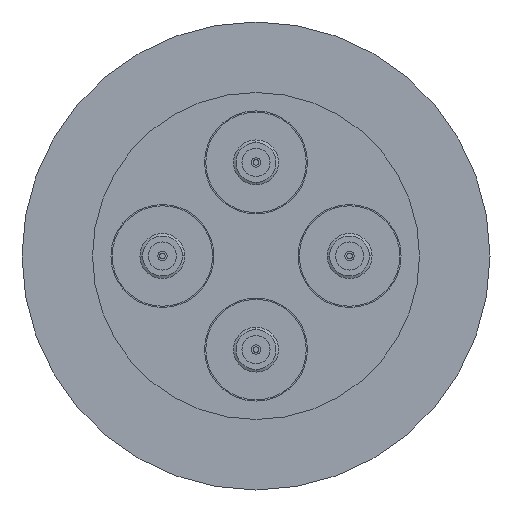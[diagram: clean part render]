
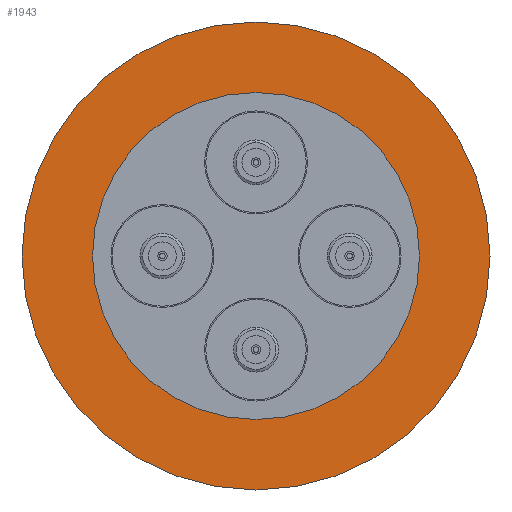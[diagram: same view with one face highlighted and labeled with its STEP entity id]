
A CAD part, left-side view. The second image highlights one B-rep face of the part: STEP entity #1943.
In plain terms, the highlighted planar face has unit normal (-1, 0, 0).
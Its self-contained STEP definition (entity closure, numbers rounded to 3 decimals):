
#13 = DIRECTION ( 'NONE',  ( 0., 0., 1. ) ) ;
#28 = DIRECTION ( 'NONE',  ( 0., 0., 1. ) ) ;
#47 = CIRCLE ( 'NONE', #1322, 26.2 ) ;
#51 = CARTESIAN_POINT ( 'NONE',  ( 0., 0., 26.2 ) ) ;
#79 = VERTEX_POINT ( 'NONE', #655 ) ;
#117 = AXIS2_PLACEMENT_3D ( 'NONE', #925, #2057, #1098 ) ;
#142 = CARTESIAN_POINT ( 'NONE',  ( 0., 0., 0. ) ) ;
#218 = CIRCLE ( 'NONE', #1243, 26.2 ) ;
#263 = FACE_BOUND ( 'NONE', #1258, .T. ) ;
#312 = ORIENTED_EDGE ( 'NONE', *, *, #327, .F. ) ;
#327 = EDGE_CURVE ( 'NONE', #1225, #1365, #47, .T. ) ;
#439 = CIRCLE ( 'NONE', #455, 37.5 ) ;
#452 = CARTESIAN_POINT ( 'NONE',  ( 0., 0., -26.2 ) ) ;
#455 = AXIS2_PLACEMENT_3D ( 'NONE', #1933, #976, #28 ) ;
#474 = EDGE_CURVE ( 'NONE', #1365, #1225, #218, .T. ) ;
#514 = CARTESIAN_POINT ( 'NONE',  ( 0., 0., 37.5 ) ) ;
#536 = DIRECTION ( 'NONE',  ( 1., 0., 0. ) ) ;
#574 = ORIENTED_EDGE ( 'NONE', *, *, #1540, .T. ) ;
#594 = AXIS2_PLACEMENT_3D ( 'NONE', #1495, #536, #1663 ) ;
#655 = CARTESIAN_POINT ( 'NONE',  ( 0., 0., -37.5 ) ) ;
#868 = EDGE_LOOP ( 'NONE', ( #574, #1736 ) ) ;
#925 = CARTESIAN_POINT ( 'NONE',  ( 0., 0., 0. ) ) ;
#955 = DIRECTION ( 'NONE',  ( -1., 0., 0. ) ) ;
#976 = DIRECTION ( 'NONE',  ( -1., 0., 0. ) ) ;
#1052 = EDGE_CURVE ( 'NONE', #79, #1789, #1709, .T. ) ;
#1098 = DIRECTION ( 'NONE',  ( 0., 0., 1. ) ) ;
#1102 = FACE_OUTER_BOUND ( 'NONE', #868, .T. ) ;
#1182 = PLANE ( 'NONE',  #594 ) ;
#1225 = VERTEX_POINT ( 'NONE', #452 ) ;
#1243 = AXIS2_PLACEMENT_3D ( 'NONE', #142, #1266, #1860 ) ;
#1258 = EDGE_LOOP ( 'NONE', ( #1509, #312 ) ) ;
#1266 = DIRECTION ( 'NONE',  ( -1., 0., 0. ) ) ;
#1322 = AXIS2_PLACEMENT_3D ( 'NONE', #1918, #955, #13 ) ;
#1365 = VERTEX_POINT ( 'NONE', #51 ) ;
#1495 = CARTESIAN_POINT ( 'NONE',  ( 0., 0., -37.5 ) ) ;
#1509 = ORIENTED_EDGE ( 'NONE', *, *, #474, .F. ) ;
#1540 = EDGE_CURVE ( 'NONE', #1789, #79, #439, .T. ) ;
#1663 = DIRECTION ( 'NONE',  ( 0., 0., -1. ) ) ;
#1709 = CIRCLE ( 'NONE', #117, 37.5 ) ;
#1736 = ORIENTED_EDGE ( 'NONE', *, *, #1052, .T. ) ;
#1789 = VERTEX_POINT ( 'NONE', #514 ) ;
#1860 = DIRECTION ( 'NONE',  ( 0., 0., 1. ) ) ;
#1918 = CARTESIAN_POINT ( 'NONE',  ( 0., 0., 0. ) ) ;
#1933 = CARTESIAN_POINT ( 'NONE',  ( 0., 0., 0. ) ) ;
#1943 = ADVANCED_FACE ( 'NONE', ( #263, #1102 ), #1182, .F. ) ;
#2057 = DIRECTION ( 'NONE',  ( -1., 0., 0. ) ) ;
